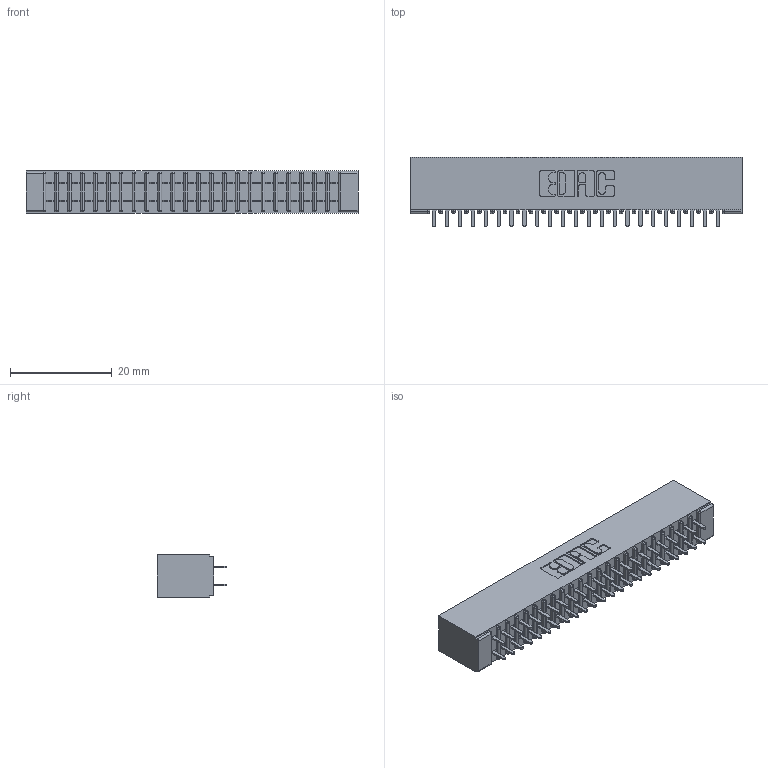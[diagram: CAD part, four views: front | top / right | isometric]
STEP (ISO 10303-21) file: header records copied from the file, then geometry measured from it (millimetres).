
FILE_DESCRIPTION (( 'STEP AP203' ), '1' );
FILE_NAME ('341-046-524-201.STEP', '2018-08-07T11:07:27', ( '' ), ( '' ), 'SwSTEP 2.0', 'SolidWorks 2016', '' );
FILE_SCHEMA (( 'CONFIG_CONTROL_DESIGN' ));
Length unit declared in the file: inch
Products named in the file (3): 341 Part_No Mounting Lugs; 341-292-001_341-292-124; 341-046-524-201
Assembly tree (47 placements, depth 2):
  341-046-524-201
    341 Part_No Mounting Lugs
    341-292-001_341-292-124  x46
Bounding box: 65.41 x 13.64 x 8.38 mm (x, y, z)
Volume: 3845.3 mm3; surface area: 8659.2 mm2
Topology: 47 solids, 47 shells, 3144 faces, 9101 edges, 5894 vertices
Faces by surface type: plane 1904, cylinder 1148, sphere 48, torus 44
Entity records: 30088 total; most frequent: CARTESIAN_POINT 5001, ORIENTED_EDGE 4966, DIRECTION 4865, EDGE_CURVE 2483, VECTOR 1989, LINE 1989, VERTEX_POINT 1574, AXIS2_PLACEMENT_3D 1438
